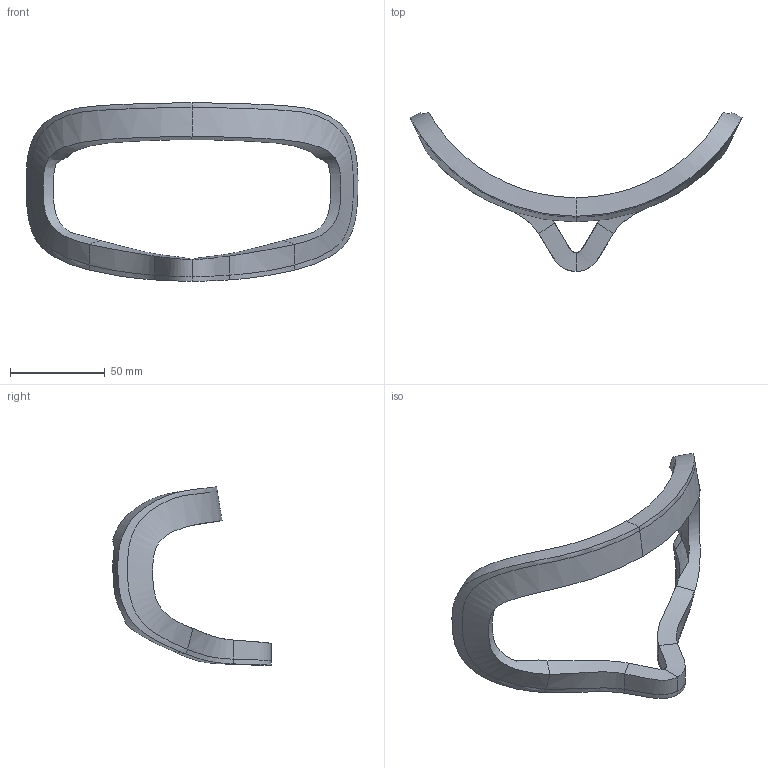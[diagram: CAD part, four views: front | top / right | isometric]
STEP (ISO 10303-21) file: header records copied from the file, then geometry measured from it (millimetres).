
FILE_DESCRIPTION(/* description */ (''),/* implementation_level */ '2;1');
FILE_NAME(/* name */ 'E3面罩',/* time_stamp */ '2019-07-15T18:22:44+08:00',/* author */ (''),/* organization */ (''),/* preprocessor_version */ 'ST-DEVELOPER v15',/* originating_system */ '',/* authorisation */ '');
FILE_SCHEMA (('AUTOMOTIVE_DESIGN'));
Length unit declared in the file: millimetre
Products named in the file (2): Document; E3-TPU-PORON
Assembly tree (1 placements, depth 2):
  Document
    E3-TPU-PORON
Bounding box: 175.41 x 83.83 x 94.25 mm (x, y, z)
Volume: 77463.7 mm3; surface area: 25152 mm2
Topology: 1 solids, 1 shells, 52 faces, 154 edges, 102 vertices
Faces by surface type: bspline 52
Entity records: 6830 total; most frequent: CARTESIAN_POINT 5855, ORIENTED_EDGE 308, EDGE_CURVE 154, B_SPLINE_CURVE_WITH_KNOTS 154, VERTEX_POINT 102, ADVANCED_FACE 52, FACE_OUTER_BOUND 52, EDGE_LOOP 52
